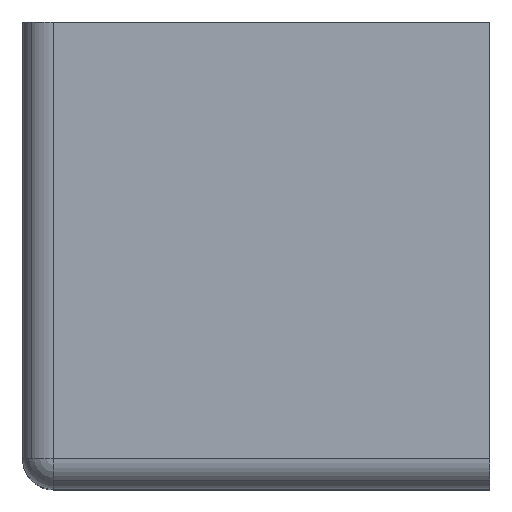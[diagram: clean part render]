
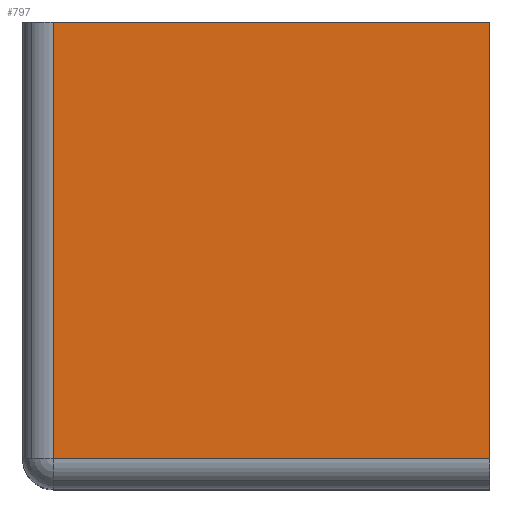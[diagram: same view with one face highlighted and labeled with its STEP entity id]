
A CAD part, top view. The second image highlights one B-rep face of the part: STEP entity #797.
In plain terms, the highlighted planar face has unit normal (0, 0, 1).
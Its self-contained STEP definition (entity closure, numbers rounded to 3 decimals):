
#341=PLANE('',#765);
#377=ORIENTED_EDGE('',*,*,#531,.F.);
#378=ORIENTED_EDGE('',*,*,#532,.F.);
#379=ORIENTED_EDGE('',*,*,#525,.F.);
#380=ORIENTED_EDGE('',*,*,#520,.F.);
#440=VECTOR('',#594,1.);
#442=VECTOR('',#606,1.);
#448=VECTOR('',#614,1.);
#449=VECTOR('',#615,1.);
#467=LINE('',#683,#440);
#469=LINE('',#693,#442);
#475=LINE('',#705,#448);
#476=LINE('',#706,#449);
#495=VERTEX_POINT('',#680);
#496=VERTEX_POINT('',#682);
#499=VERTEX_POINT('',#692);
#504=VERTEX_POINT('',#704);
#520=EDGE_CURVE('',#495,#496,#467,.T.);
#525=EDGE_CURVE('',#496,#499,#469,.T.);
#531=EDGE_CURVE('',#504,#495,#475,.T.);
#532=EDGE_CURVE('',#499,#504,#476,.T.);
#560=EDGE_LOOP('',(#377,#378,#379,#380));
#576=FACE_BOUND('',#560,.T.);
#594=DIRECTION('',(0.,42.,0.));
#606=DIRECTION('',(42.,0.,0.));
#612=DIRECTION('',(0.,0.,1.));
#613=DIRECTION('',(0.,-1.,0.));
#614=DIRECTION('',(-42.,0.,0.));
#615=DIRECTION('',(0.,-42.,0.));
#680=CARTESIAN_POINT('',(-42.,-19.5,22.5));
#682=CARTESIAN_POINT('',(-42.,22.5,22.5));
#683=CARTESIAN_POINT('',(-42.,-19.5,22.5));
#692=CARTESIAN_POINT('',(0.,22.5,22.5));
#693=CARTESIAN_POINT('',(-42.,22.5,22.5));
#703=CARTESIAN_POINT('',(0.,-22.5,22.5));
#704=CARTESIAN_POINT('',(0.,-19.5,22.5));
#705=CARTESIAN_POINT('',(0.,-19.5,22.5));
#706=CARTESIAN_POINT('',(0.,22.5,22.5));
#765=AXIS2_PLACEMENT_3D('',#703,#612,#613);
#797=ADVANCED_FACE('',(#576),#341,.T.);
